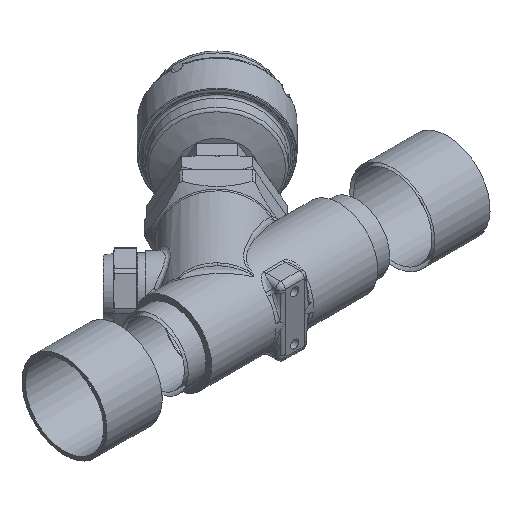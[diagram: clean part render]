
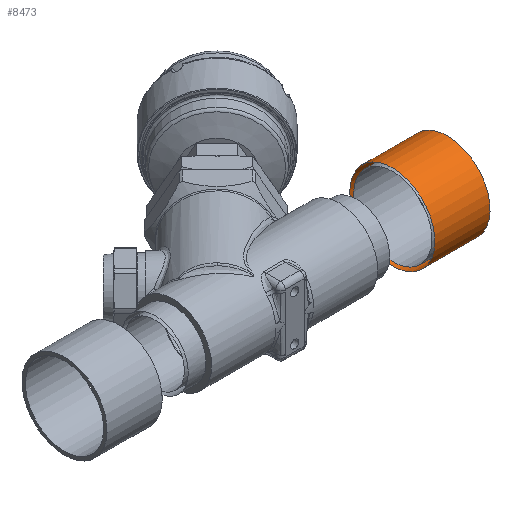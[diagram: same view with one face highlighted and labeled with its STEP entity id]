
A CAD part, isometric view. The second image highlights one B-rep face of the part: STEP entity #8473.
In plain terms, the highlighted cylindrical face has radius 22.55 mm (diameter 45.1 mm), a full revolution.
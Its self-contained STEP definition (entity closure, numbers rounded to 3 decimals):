
#831=CYLINDRICAL_SURFACE('',#9258,22.55);
#1185=FACE_OUTER_BOUND('',#1684,.T.);
#1684=EDGE_LOOP('',(#6788,#6789,#6790,#6791,#6792,#6793));
#2064=LINE('',#27194,#2413);
#2413=VECTOR('',#11008,22.55);
#2908=CIRCLE('',#9254,22.55);
#2909=CIRCLE('',#9255,22.55);
#2912=CIRCLE('',#9259,22.55);
#2913=CIRCLE('',#9260,22.55);
#3652=VERTEX_POINT('',#27182);
#3653=VERTEX_POINT('',#27183);
#3656=VERTEX_POINT('',#27191);
#3657=VERTEX_POINT('',#27192);
#4765=EDGE_CURVE('',#3652,#3653,#2908,.T.);
#4766=EDGE_CURVE('',#3653,#3652,#2909,.T.);
#4769=EDGE_CURVE('',#3656,#3657,#2912,.T.);
#4770=EDGE_CURVE('',#3656,#3653,#2064,.T.);
#4771=EDGE_CURVE('',#3657,#3656,#2913,.T.);
#6788=ORIENTED_EDGE('',*,*,#4769,.F.);
#6789=ORIENTED_EDGE('',*,*,#4770,.T.);
#6790=ORIENTED_EDGE('',*,*,#4766,.T.);
#6791=ORIENTED_EDGE('',*,*,#4765,.T.);
#6792=ORIENTED_EDGE('',*,*,#4770,.F.);
#6793=ORIENTED_EDGE('',*,*,#4771,.F.);
#8473=ADVANCED_FACE('',(#1185),#831,.T.);
#9254=AXIS2_PLACEMENT_3D('',#27184,#10996,#10997);
#9255=AXIS2_PLACEMENT_3D('',#27185,#10998,#10999);
#9258=AXIS2_PLACEMENT_3D('',#27190,#11004,#11005);
#9259=AXIS2_PLACEMENT_3D('',#27193,#11006,#11007);
#9260=AXIS2_PLACEMENT_3D('',#27195,#11009,#11010);
#10996=DIRECTION('center_axis',(-1.,0.,0.));
#10997=DIRECTION('ref_axis',(0.,-0.216,0.976));
#10998=DIRECTION('center_axis',(-1.,0.,0.));
#10999=DIRECTION('ref_axis',(0.,-0.216,0.976));
#11004=DIRECTION('center_axis',(-1.,0.,0.));
#11005=DIRECTION('ref_axis',(0.,-0.216,0.976));
#11006=DIRECTION('center_axis',(-1.,0.,0.));
#11007=DIRECTION('ref_axis',(0.,-0.216,0.976));
#11008=DIRECTION('',(1.,0.,0.));
#11009=DIRECTION('center_axis',(-1.,0.,0.));
#11010=DIRECTION('ref_axis',(0.,-0.216,0.976));
#27182=CARTESIAN_POINT('',(92.354,-46.939,21.898));
#27183=CARTESIAN_POINT('',(92.354,-37.178,-22.133));
#27184=CARTESIAN_POINT('Origin',(92.354,-42.058,-0.117));
#27185=CARTESIAN_POINT('Origin',(92.354,-42.058,-0.117));
#27190=CARTESIAN_POINT('Origin',(23.854,-42.058,-0.117));
#27191=CARTESIAN_POINT('',(63.117,-37.178,-22.133));
#27192=CARTESIAN_POINT('',(63.117,-46.939,21.898));
#27193=CARTESIAN_POINT('Origin',(63.117,-42.058,-0.117));
#27194=CARTESIAN_POINT('',(23.854,-37.178,-22.133));
#27195=CARTESIAN_POINT('Origin',(63.117,-42.058,-0.117));
